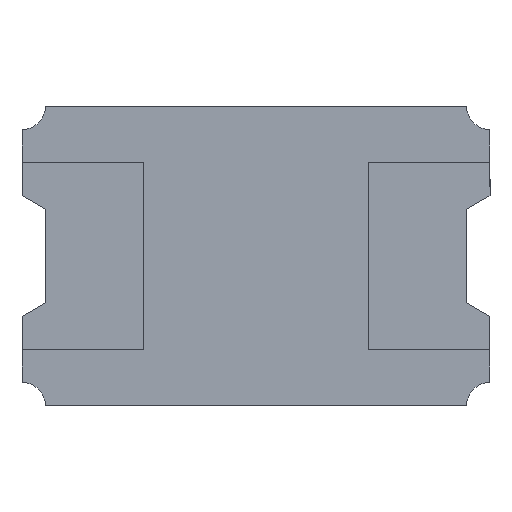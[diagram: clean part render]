
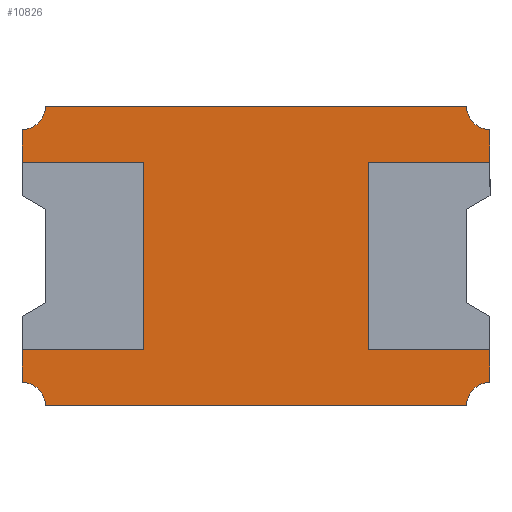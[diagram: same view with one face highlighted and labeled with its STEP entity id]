
A CAD part, front view. The second image highlights one B-rep face of the part: STEP entity #10826.
In plain terms, the highlighted planar face has unit normal (0, -1, 0).
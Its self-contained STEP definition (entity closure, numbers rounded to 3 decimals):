
#37 = VERTEX_POINT ( 'NONE', #5364 ) ;
#79 = DIRECTION ( 'NONE',  ( 0., 1., 0. ) ) ;
#422 = LINE ( 'NONE', #11825, #3380 ) ;
#524 = AXIS2_PLACEMENT_3D ( 'NONE', #10408, #13843, #5969 ) ;
#658 = DIRECTION ( 'NONE',  ( 1., 0., 0. ) ) ;
#770 = DIRECTION ( 'NONE',  ( 0., 1., 0. ) ) ;
#1012 = CARTESIAN_POINT ( 'NONE',  ( 0., -0.5, -2.6 ) ) ;
#1185 = DIRECTION ( 'NONE',  ( 0., 1., 0. ) ) ;
#1248 = VECTOR ( 'NONE', #13165, 1000. ) ;
#1306 = CARTESIAN_POINT ( 'NONE',  ( 0., -0.5, -0.6 ) ) ;
#1724 = AXIS2_PLACEMENT_3D ( 'NONE', #9939, #4198, #14515 ) ;
#1725 = EDGE_CURVE ( 'NONE', #11085, #9282, #5104, .T. ) ;
#1976 = LINE ( 'NONE', #8818, #13136 ) ;
#2051 = DIRECTION ( 'NONE',  ( 0., 0., -1. ) ) ;
#2087 = CARTESIAN_POINT ( 'NONE',  ( 1.3, -0.5, -2.6 ) ) ;
#2354 = CIRCLE ( 'NONE', #11395, 0.25 ) ;
#2415 = ORIENTED_EDGE ( 'NONE', *, *, #13592, .T. ) ;
#2456 = DIRECTION ( 'NONE',  ( 1., 0., 0. ) ) ;
#2505 = CARTESIAN_POINT ( 'NONE',  ( 0.25, -0.5, -3.2 ) ) ;
#2584 = CARTESIAN_POINT ( 'NONE',  ( 5., -0.5, 0. ) ) ;
#2657 = CARTESIAN_POINT ( 'NONE',  ( 5., -0.5, -0.25 ) ) ;
#2711 = EDGE_CURVE ( 'NONE', #7202, #37, #4966, .T. ) ;
#2731 = EDGE_CURVE ( 'NONE', #4117, #8801, #11131, .T. ) ;
#2809 = CARTESIAN_POINT ( 'NONE',  ( 0., -0.5, -2.6 ) ) ;
#2823 = VERTEX_POINT ( 'NONE', #9248 ) ;
#2911 = CARTESIAN_POINT ( 'NONE',  ( 5., -0.5, -0.6 ) ) ;
#3006 = CARTESIAN_POINT ( 'NONE',  ( 5., -0.5, -2.95 ) ) ;
#3013 = ORIENTED_EDGE ( 'NONE', *, *, #8427, .F. ) ;
#3016 = CARTESIAN_POINT ( 'NONE',  ( 0., -0.5, -0.6 ) ) ;
#3293 = AXIS2_PLACEMENT_3D ( 'NONE', #10342, #1185, #8059 ) ;
#3360 = CARTESIAN_POINT ( 'NONE',  ( 0.25, -0.5, 0. ) ) ;
#3380 = VECTOR ( 'NONE', #9497, 1000. ) ;
#3621 = DIRECTION ( 'NONE',  ( 0., 0., -1. ) ) ;
#3725 = CARTESIAN_POINT ( 'NONE',  ( 0., -0.5, 0. ) ) ;
#3809 = EDGE_CURVE ( 'NONE', #9282, #9574, #12557, .T. ) ;
#3884 = CARTESIAN_POINT ( 'NONE',  ( 3.7, -0.5, -0.6 ) ) ;
#4023 = CARTESIAN_POINT ( 'NONE',  ( 5., -0.5, 0. ) ) ;
#4117 = VERTEX_POINT ( 'NONE', #8305 ) ;
#4198 = DIRECTION ( 'NONE',  ( 0., -1., 0. ) ) ;
#4393 = CARTESIAN_POINT ( 'NONE',  ( 5., -0.5, -2.6 ) ) ;
#4486 = CARTESIAN_POINT ( 'NONE',  ( 1.3, -0.5, 0. ) ) ;
#4568 = ORIENTED_EDGE ( 'NONE', *, *, #3809, .F. ) ;
#4575 = VERTEX_POINT ( 'NONE', #3006 ) ;
#4719 = EDGE_CURVE ( 'NONE', #14749, #13825, #13249, .T. ) ;
#4739 = VECTOR ( 'NONE', #13680, 1000. ) ;
#4789 = DIRECTION ( 'NONE',  ( 0., 0., 1. ) ) ;
#4804 = LINE ( 'NONE', #2584, #12851 ) ;
#4939 = ORIENTED_EDGE ( 'NONE', *, *, #2711, .T. ) ;
#4966 = LINE ( 'NONE', #9516, #11505 ) ;
#5035 = CARTESIAN_POINT ( 'NONE',  ( 0., -0.5, -2.6 ) ) ;
#5091 = ORIENTED_EDGE ( 'NONE', *, *, #10649, .T. ) ;
#5104 = LINE ( 'NONE', #2809, #14232 ) ;
#5219 = VECTOR ( 'NONE', #10159, 1000. ) ;
#5257 = VECTOR ( 'NONE', #4789, 1000. ) ;
#5324 = DIRECTION ( 'NONE',  ( -1., 0., 0. ) ) ;
#5339 = EDGE_CURVE ( 'NONE', #14286, #9574, #11571, .T. ) ;
#5364 = CARTESIAN_POINT ( 'NONE',  ( 4.75, -0.5, -3.2 ) ) ;
#5497 = ORIENTED_EDGE ( 'NONE', *, *, #5339, .T. ) ;
#5522 = DIRECTION ( 'NONE',  ( 0., 0., 1. ) ) ;
#5698 = CARTESIAN_POINT ( 'NONE',  ( 5., -0.5, -3.2 ) ) ;
#5761 = CARTESIAN_POINT ( 'NONE',  ( 0., -0.5, -0.25 ) ) ;
#5893 = CARTESIAN_POINT ( 'NONE',  ( 5., -0.5, 0. ) ) ;
#5969 = DIRECTION ( 'NONE',  ( 0., 0., -1. ) ) ;
#5985 = ORIENTED_EDGE ( 'NONE', *, *, #8424, .T. ) ;
#6103 = VERTEX_POINT ( 'NONE', #3360 ) ;
#6141 = ORIENTED_EDGE ( 'NONE', *, *, #12214, .T. ) ;
#6728 = ORIENTED_EDGE ( 'NONE', *, *, #2731, .T. ) ;
#6985 = ORIENTED_EDGE ( 'NONE', *, *, #4719, .T. ) ;
#7045 = EDGE_CURVE ( 'NONE', #9320, #4117, #9658, .T. ) ;
#7092 = DIRECTION ( 'NONE',  ( 0., 0., 1. ) ) ;
#7202 = VERTEX_POINT ( 'NONE', #2505 ) ;
#7523 = ORIENTED_EDGE ( 'NONE', *, *, #8246, .T. ) ;
#7611 = FACE_OUTER_BOUND ( 'NONE', #11604, .T. ) ;
#7784 = CIRCLE ( 'NONE', #3293, 0.25 ) ;
#8059 = DIRECTION ( 'NONE',  ( 0., 0., -1. ) ) ;
#8246 = EDGE_CURVE ( 'NONE', #6103, #10619, #13361, .T. ) ;
#8257 = DIRECTION ( 'NONE',  ( -1., 0., 0. ) ) ;
#8289 = CARTESIAN_POINT ( 'NONE',  ( 1.3, -0.5, -0.6 ) ) ;
#8305 = CARTESIAN_POINT ( 'NONE',  ( 3.7, -0.5, -2.6 ) ) ;
#8424 = EDGE_CURVE ( 'NONE', #12079, #14749, #11591, .T. ) ;
#8427 = EDGE_CURVE ( 'NONE', #12079, #8801, #8594, .T. ) ;
#8466 = ORIENTED_EDGE ( 'NONE', *, *, #1725, .F. ) ;
#8556 = VECTOR ( 'NONE', #5324, 1000. ) ;
#8594 = LINE ( 'NONE', #3016, #1248 ) ;
#8801 = VERTEX_POINT ( 'NONE', #3884 ) ;
#8818 = CARTESIAN_POINT ( 'NONE',  ( 0., -0.5, 0. ) ) ;
#9248 = CARTESIAN_POINT ( 'NONE',  ( 0., -0.5, -2.95 ) ) ;
#9282 = VERTEX_POINT ( 'NONE', #2087 ) ;
#9320 = VERTEX_POINT ( 'NONE', #4393 ) ;
#9339 = VECTOR ( 'NONE', #8257, 1000. ) ;
#9497 = DIRECTION ( 'NONE',  ( 0., 0., -1. ) ) ;
#9516 = CARTESIAN_POINT ( 'NONE',  ( 0., -0.5, -3.2 ) ) ;
#9574 = VERTEX_POINT ( 'NONE', #8289 ) ;
#9658 = LINE ( 'NONE', #5035, #8556 ) ;
#9737 = EDGE_CURVE ( 'NONE', #11085, #2823, #1976, .T. ) ;
#9939 = CARTESIAN_POINT ( 'NONE',  ( 0., -0.5, 0. ) ) ;
#10159 = DIRECTION ( 'NONE',  ( 0., 0., 1. ) ) ;
#10308 = CARTESIAN_POINT ( 'NONE',  ( 0., -0.5, -0.6 ) ) ;
#10342 = CARTESIAN_POINT ( 'NONE',  ( 0., -0.5, -3.2 ) ) ;
#10392 = AXIS2_PLACEMENT_3D ( 'NONE', #4023, #770, #12016 ) ;
#10408 = CARTESIAN_POINT ( 'NONE',  ( 0., -0.5, 0. ) ) ;
#10619 = VERTEX_POINT ( 'NONE', #5761 ) ;
#10649 = EDGE_CURVE ( 'NONE', #10619, #14286, #422, .T. ) ;
#10826 = ADVANCED_FACE ( 'NONE', ( #7611 ), #10918, .T. ) ;
#10918 = PLANE ( 'NONE',  #1724 ) ;
#11085 = VERTEX_POINT ( 'NONE', #1012 ) ;
#11131 = LINE ( 'NONE', #13381, #13184 ) ;
#11395 = AXIS2_PLACEMENT_3D ( 'NONE', #5698, #79, #3621 ) ;
#11440 = ORIENTED_EDGE ( 'NONE', *, *, #7045, .T. ) ;
#11505 = VECTOR ( 'NONE', #2456, 1000. ) ;
#11571 = LINE ( 'NONE', #1306, #4739 ) ;
#11591 = LINE ( 'NONE', #5893, #5257 ) ;
#11604 = EDGE_LOOP ( 'NONE', ( #4568, #8466, #12708, #2415, #4939, #6141, #14737, #11440, #6728, #3013, #5985, #6985, #11992, #7523, #5091, #5497 ) ) ;
#11764 = EDGE_CURVE ( 'NONE', #13825, #6103, #13974, .T. ) ;
#11825 = CARTESIAN_POINT ( 'NONE',  ( 0., -0.5, 0. ) ) ;
#11992 = ORIENTED_EDGE ( 'NONE', *, *, #11764, .T. ) ;
#12016 = DIRECTION ( 'NONE',  ( 0., 0., -1. ) ) ;
#12079 = VERTEX_POINT ( 'NONE', #2911 ) ;
#12214 = EDGE_CURVE ( 'NONE', #37, #4575, #2354, .T. ) ;
#12557 = LINE ( 'NONE', #4486, #5219 ) ;
#12708 = ORIENTED_EDGE ( 'NONE', *, *, #9737, .T. ) ;
#12851 = VECTOR ( 'NONE', #7092, 1000. ) ;
#13042 = EDGE_CURVE ( 'NONE', #4575, #9320, #4804, .T. ) ;
#13136 = VECTOR ( 'NONE', #2051, 1000. ) ;
#13165 = DIRECTION ( 'NONE',  ( -1., 0., 0. ) ) ;
#13184 = VECTOR ( 'NONE', #5522, 1000. ) ;
#13249 = CIRCLE ( 'NONE', #10392, 0.25 ) ;
#13361 = CIRCLE ( 'NONE', #524, 0.25 ) ;
#13381 = CARTESIAN_POINT ( 'NONE',  ( 3.7, -0.5, 0. ) ) ;
#13592 = EDGE_CURVE ( 'NONE', #2823, #7202, #7784, .T. ) ;
#13680 = DIRECTION ( 'NONE',  ( 1., 0., 0. ) ) ;
#13825 = VERTEX_POINT ( 'NONE', #14440 ) ;
#13843 = DIRECTION ( 'NONE',  ( 0., 1., 0. ) ) ;
#13974 = LINE ( 'NONE', #3725, #9339 ) ;
#14232 = VECTOR ( 'NONE', #658, 1000. ) ;
#14286 = VERTEX_POINT ( 'NONE', #10308 ) ;
#14440 = CARTESIAN_POINT ( 'NONE',  ( 4.75, -0.5, 0. ) ) ;
#14515 = DIRECTION ( 'NONE',  ( 0., 0., -1. ) ) ;
#14737 = ORIENTED_EDGE ( 'NONE', *, *, #13042, .T. ) ;
#14749 = VERTEX_POINT ( 'NONE', #2657 ) ;
